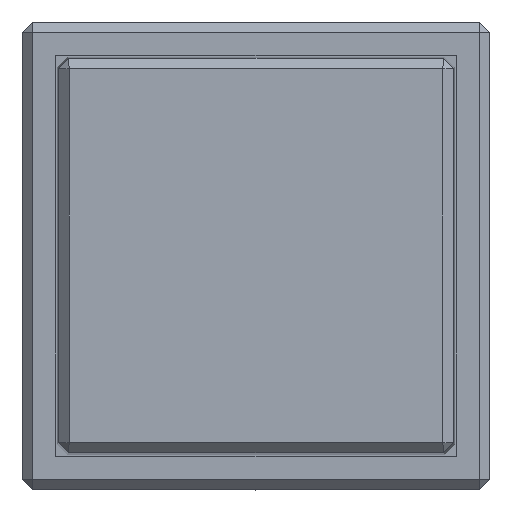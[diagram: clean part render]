
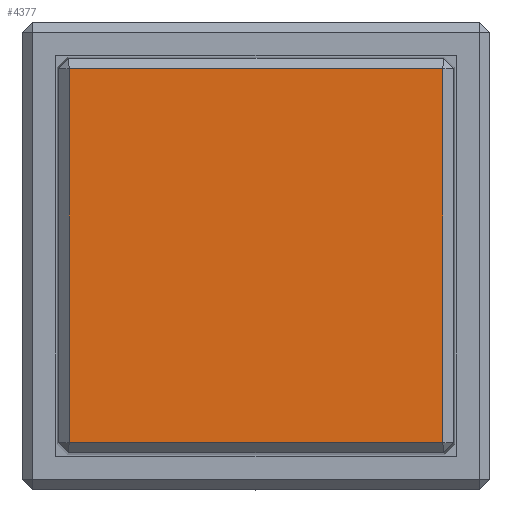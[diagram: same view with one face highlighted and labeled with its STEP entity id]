
A CAD part, top view. The second image highlights one B-rep face of the part: STEP entity #4377.
In plain terms, the highlighted planar face has unit normal (0, 0, 1).
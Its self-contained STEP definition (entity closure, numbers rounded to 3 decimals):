
#52 = PLANE ( 'NONE',  #359 ) ;
#325 = EDGE_CURVE ( 'NONE', #5112, #1343, #2761, .T. ) ;
#359 = AXIS2_PLACEMENT_3D ( 'NONE', #1648, #3259, #4799 ) ;
#535 = ORIENTED_EDGE ( 'NONE', *, *, #2212, .F. ) ;
#770 = DIRECTION ( 'NONE',  ( -1., 0., 0. ) ) ;
#1167 = VERTEX_POINT ( 'NONE', #5105 ) ;
#1205 = VECTOR ( 'NONE', #1453, 1000. ) ;
#1250 = VERTEX_POINT ( 'NONE', #3637 ) ;
#1285 = LINE ( 'NONE', #2881, #1732 ) ;
#1343 = VERTEX_POINT ( 'NONE', #2535 ) ;
#1453 = DIRECTION ( 'NONE',  ( 0., 1., 0. ) ) ;
#1517 = LINE ( 'NONE', #3125, #4760 ) ;
#1638 = CARTESIAN_POINT ( 'NONE',  ( 5.597, 5.597, 4.7 ) ) ;
#1648 = CARTESIAN_POINT ( 'NONE',  ( 5.597, -5.597, 4.7 ) ) ;
#1732 = VECTOR ( 'NONE', #4448, 1000. ) ;
#2212 = EDGE_CURVE ( 'NONE', #5112, #1167, #1517, .T. ) ;
#2535 = CARTESIAN_POINT ( 'NONE',  ( -5.597, 5.597, 4.7 ) ) ;
#2746 = EDGE_CURVE ( 'NONE', #1250, #1167, #1285, .T. ) ;
#2761 = LINE ( 'NONE', #4328, #4026 ) ;
#2881 = CARTESIAN_POINT ( 'NONE',  ( 0., -5.597, 4.7 ) ) ;
#3109 = EDGE_CURVE ( 'NONE', #1250, #1343, #3445, .T. ) ;
#3125 = CARTESIAN_POINT ( 'NONE',  ( 5.597, 0., 4.7 ) ) ;
#3259 = DIRECTION ( 'NONE',  ( 0., 0., -1. ) ) ;
#3348 = ORIENTED_EDGE ( 'NONE', *, *, #2746, .T. ) ;
#3435 = EDGE_LOOP ( 'NONE', ( #4909, #4138, #3348, #535 ) ) ;
#3445 = LINE ( 'NONE', #4983, #1205 ) ;
#3636 = FACE_OUTER_BOUND ( 'NONE', #3435, .T. ) ;
#3637 = CARTESIAN_POINT ( 'NONE',  ( -5.597, -5.597, 4.7 ) ) ;
#4026 = VECTOR ( 'NONE', #770, 1000. ) ;
#4138 = ORIENTED_EDGE ( 'NONE', *, *, #3109, .F. ) ;
#4328 = CARTESIAN_POINT ( 'NONE',  ( 0., 5.597, 4.7 ) ) ;
#4377 = ADVANCED_FACE ( 'NONE', ( #3636 ), #52, .F. ) ;
#4448 = DIRECTION ( 'NONE',  ( 1., 0., 0. ) ) ;
#4672 = DIRECTION ( 'NONE',  ( 0., -1., 0. ) ) ;
#4760 = VECTOR ( 'NONE', #4672, 1000. ) ;
#4799 = DIRECTION ( 'NONE',  ( -1., 0., 0. ) ) ;
#4909 = ORIENTED_EDGE ( 'NONE', *, *, #325, .T. ) ;
#4983 = CARTESIAN_POINT ( 'NONE',  ( -5.597, 0., 4.7 ) ) ;
#5105 = CARTESIAN_POINT ( 'NONE',  ( 5.597, -5.597, 4.7 ) ) ;
#5112 = VERTEX_POINT ( 'NONE', #1638 ) ;
